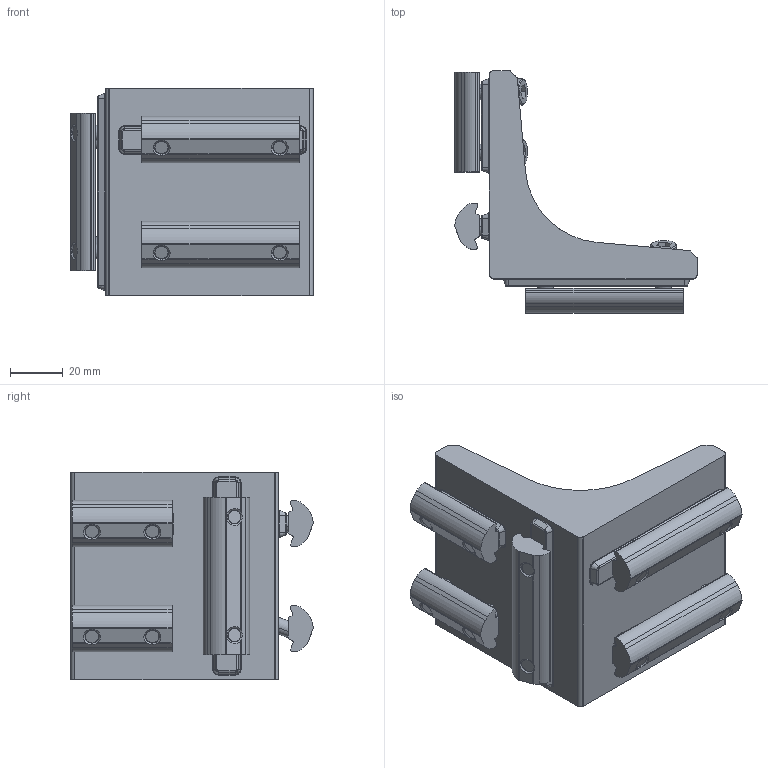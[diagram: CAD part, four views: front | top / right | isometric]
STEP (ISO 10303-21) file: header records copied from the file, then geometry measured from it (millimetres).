
FILE_DESCRIPTION (( 'STEP AP214' ), '1' );
FILE_NAME ('80mm 90Deg 3-Way Corner Bracket Kit - Left(40C3W-0451-004-01.STEP', '2024-11-06T21:22:05', ( '' ), ( '' ), 'SwSTEP 2.0', 'SolidWorks 2020', '' );
FILE_SCHEMA (( 'AUTOMOTIVE_DESIGN' ));
Length unit declared in the file: millimetre
Products named in the file (1): 80mm 90Deg 3-Way Corner Bracket Kit - Left(40C3W-0451-004-01
Bounding box: 92.29 x 92.29 x 79 mm (x, y, z)
Volume: 190352 mm3; surface area: 55245.7 mm2
Topology: 16 solids, 16 shells, 666 faces, 1583 edges, 964 vertices
Faces by surface type: cylinder 224, plane 190, cone 128, torus 64, bspline 60
Entity records: 28191 total; most frequent: CARTESIAN_POINT 5557, ORIENTED_EDGE 3166, DIRECTION 3133, EDGE_CURVE 1583, AXIS2_PLACEMENT_3D 1197, VERTEX_POINT 964, LINE 739, VECTOR 739
